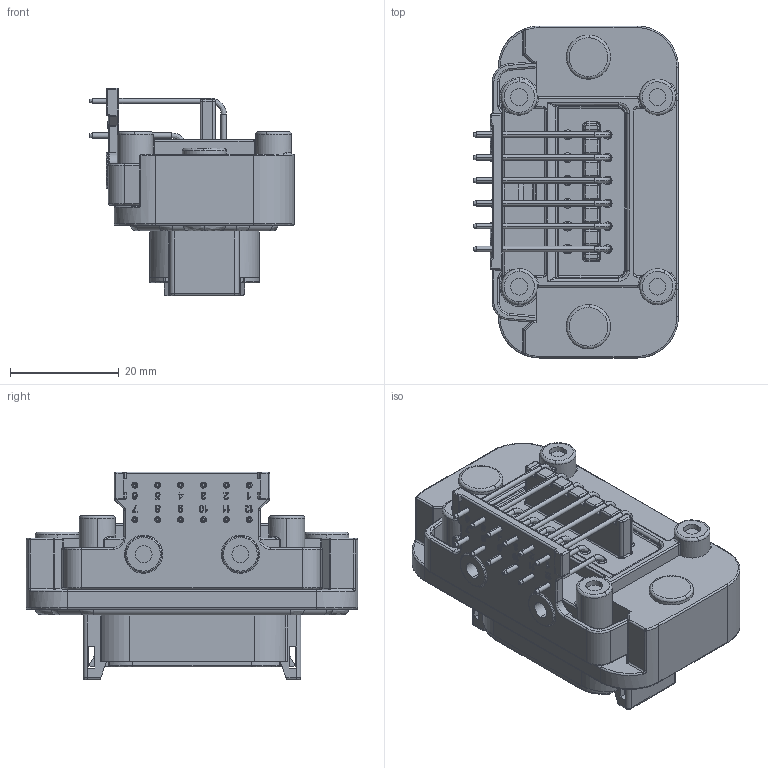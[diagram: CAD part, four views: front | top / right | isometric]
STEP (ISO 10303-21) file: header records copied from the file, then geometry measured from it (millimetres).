
FILE_DESCRIPTION (( 'STEP AP214' ), '1' );
FILE_NAME ('C-ATM13-12PD-BM02_3D.stp', '2018-09-04T19:10:30', ( '' ), ( '' ), 'SwSTEP 2.0', 'SolidWorks 2018', '' );
FILE_SCHEMA (( 'AUTOMOTIVE_DESIGN' ));
Length unit declared in the file: millimetre
Products named in the file (1): C-ATM13-12PD-BM02_3D
Bounding box: 37.65 x 60.96 x 38.2 mm (x, y, z)
Volume: 28255.6 mm3; surface area: 16573 mm2
Topology: 1 solids, 4 shells, 2139 faces, 5603 edges, 3409 vertices
Faces by surface type: bspline 891, plane 598, cylinder 533, cone 112, torus 5
Entity records: 81664 total; most frequent: CARTESIAN_POINT 35594, ORIENTED_EDGE 10908, DIRECTION 7557, EDGE_CURVE 5454, VERTEX_POINT 3409, AXIS2_PLACEMENT_3D 2568, VECTOR 2421, LINE 2421
